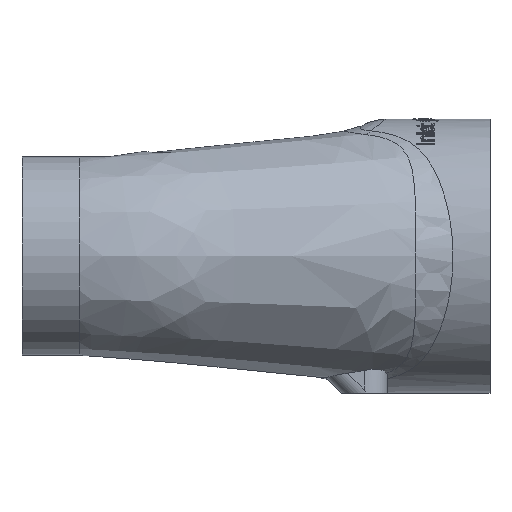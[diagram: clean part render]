
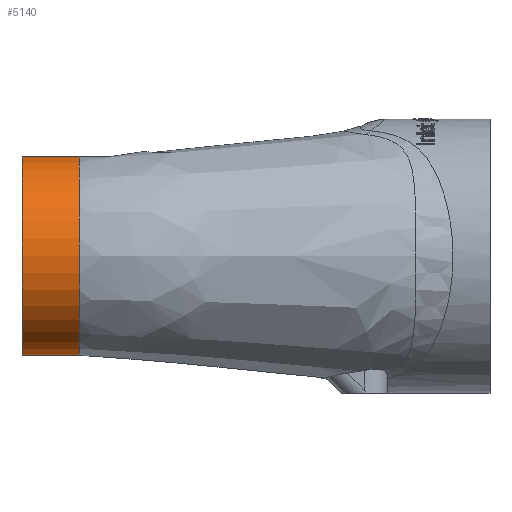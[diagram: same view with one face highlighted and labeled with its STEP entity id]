
A CAD part, front view. The second image highlights one B-rep face of the part: STEP entity #5140.
In plain terms, the highlighted cylindrical face has radius 43.5 mm (diameter 87 mm), a full revolution.
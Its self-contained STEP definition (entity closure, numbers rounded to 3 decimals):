
#517=LINE('',#14896,#878);
#878=VECTOR('',#6293,43.5);
#918=CYLINDRICAL_SURFACE('',#5421,43.5);
#1259=FACE_OUTER_BOUND('',#1565,.T.);
#1565=EDGE_LOOP('',(#4698,#4699,#4700,#4701,#4702));
#1671=CIRCLE('',#5422,43.5);
#1672=CIRCLE('',#5423,43.5);
#1673=CIRCLE('',#5424,43.5);
#2463=VERTEX_POINT('',#14893);
#2464=VERTEX_POINT('',#14895);
#2465=VERTEX_POINT('',#14897);
#3216=EDGE_CURVE('',#2463,#2463,#1671,.T.);
#3217=EDGE_CURVE('',#2463,#2464,#517,.T.);
#3218=EDGE_CURVE('',#2465,#2464,#1672,.T.);
#3219=EDGE_CURVE('',#2464,#2465,#1673,.T.);
#4698=ORIENTED_EDGE('',*,*,#3216,.T.);
#4699=ORIENTED_EDGE('',*,*,#3217,.T.);
#4700=ORIENTED_EDGE('',*,*,#3218,.F.);
#4701=ORIENTED_EDGE('',*,*,#3219,.F.);
#4702=ORIENTED_EDGE('',*,*,#3217,.F.);
#5140=ADVANCED_FACE('',(#1259),#918,.T.);
#5421=AXIS2_PLACEMENT_3D('',#14892,#6289,#6290);
#5422=AXIS2_PLACEMENT_3D('',#14894,#6291,#6292);
#5423=AXIS2_PLACEMENT_3D('',#14898,#6294,#6295);
#5424=AXIS2_PLACEMENT_3D('',#14899,#6296,#6297);
#6289=DIRECTION('center_axis',(1.,0.,0.));
#6290=DIRECTION('ref_axis',(0.,0.,1.));
#6291=DIRECTION('center_axis',(1.,0.,0.));
#6292=DIRECTION('ref_axis',(0.,0.,1.));
#6293=DIRECTION('',(1.,0.,0.));
#6294=DIRECTION('center_axis',(1.,0.,0.));
#6295=DIRECTION('ref_axis',(0.,1.,0.));
#6296=DIRECTION('center_axis',(1.,0.,0.));
#6297=DIRECTION('ref_axis',(0.,1.,0.));
#14892=CARTESIAN_POINT('Origin',(0.,-95.,0.));
#14893=CARTESIAN_POINT('',(-25.,-95.,-43.5));
#14894=CARTESIAN_POINT('Origin',(-25.,-95.,0.));
#14895=CARTESIAN_POINT('',(0.,-95.,-43.5));
#14896=CARTESIAN_POINT('',(0.,-95.,-43.5));
#14897=CARTESIAN_POINT('',(0.,-138.5,0.));
#14898=CARTESIAN_POINT('Origin',(0.,-95.,0.));
#14899=CARTESIAN_POINT('Origin',(0.,-95.,0.));
